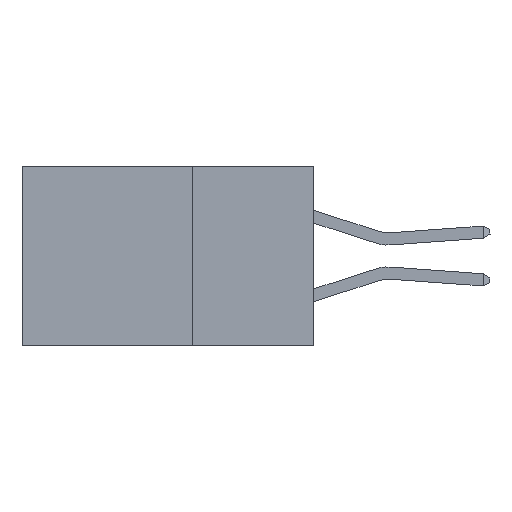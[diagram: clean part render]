
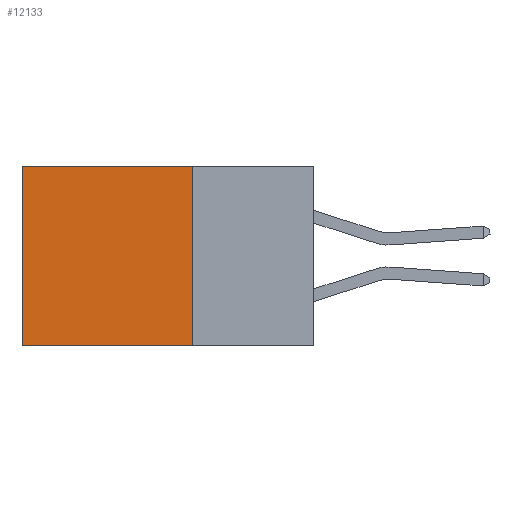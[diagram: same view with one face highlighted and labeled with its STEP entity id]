
A CAD part, left-side view. The second image highlights one B-rep face of the part: STEP entity #12133.
In plain terms, the highlighted planar face has unit normal (-1, 0, 0).
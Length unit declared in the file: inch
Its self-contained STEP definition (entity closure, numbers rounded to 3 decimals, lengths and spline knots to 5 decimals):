
#196 = PLANE ( 'NONE',  #5435 ) ;
#310 = DIRECTION ( 'NONE',  ( 0., 0., -1. ) ) ;
#2304 = CARTESIAN_POINT ( 'NONE',  ( 0.2875, 0.25, 0. ) ) ;
#2933 = CARTESIAN_POINT ( 'NONE',  ( 0.2875, 0.6, 0. ) ) ;
#3977 = EDGE_CURVE ( 'NONE', #25660, #22385, #15583, .T. ) ;
#4960 = CARTESIAN_POINT ( 'NONE',  ( 0.2875, 0.25, -0.37 ) ) ;
#4962 = LINE ( 'NONE', #21953, #12516 ) ;
#5435 = AXIS2_PLACEMENT_3D ( 'NONE', #19975, #26755, #310 ) ;
#5891 = EDGE_CURVE ( 'NONE', #20355, #27147, #16502, .T. ) ;
#6783 = VECTOR ( 'NONE', #23270, 39.37008 ) ;
#10298 = ORIENTED_EDGE ( 'NONE', *, *, #24793, .F. ) ;
#10599 = DIRECTION ( 'NONE',  ( 0., 1., 0. ) ) ;
#10610 = EDGE_LOOP ( 'NONE', ( #13682, #10298, #19126, #17827 ) ) ;
#11596 = DIRECTION ( 'NONE',  ( 0., 0., -1. ) ) ;
#12133 = ADVANCED_FACE ( 'NONE', ( #23959 ), #196, .F. ) ;
#12516 = VECTOR ( 'NONE', #10599, 39.37008 ) ;
#12633 = LINE ( 'NONE', #25312, #6783 ) ;
#13682 = ORIENTED_EDGE ( 'NONE', *, *, #5891, .T. ) ;
#15583 = LINE ( 'NONE', #16672, #19072 ) ;
#15866 = EDGE_CURVE ( 'NONE', #25660, #20355, #12633, .T. ) ;
#16502 = LINE ( 'NONE', #2933, #19413 ) ;
#16672 = CARTESIAN_POINT ( 'NONE',  ( 0.2875, 0.25, 0. ) ) ;
#17827 = ORIENTED_EDGE ( 'NONE', *, *, #15866, .T. ) ;
#19072 = VECTOR ( 'NONE', #11596, 39.37008 ) ;
#19126 = ORIENTED_EDGE ( 'NONE', *, *, #3977, .F. ) ;
#19413 = VECTOR ( 'NONE', #24858, 39.37008 ) ;
#19975 = CARTESIAN_POINT ( 'NONE',  ( 0.2875, 0.25, 0. ) ) ;
#20355 = VERTEX_POINT ( 'NONE', #22823 ) ;
#21953 = CARTESIAN_POINT ( 'NONE',  ( 0.2875, 0.25, -0.37 ) ) ;
#22385 = VERTEX_POINT ( 'NONE', #4960 ) ;
#22823 = CARTESIAN_POINT ( 'NONE',  ( 0.2875, 0.6, 0. ) ) ;
#23270 = DIRECTION ( 'NONE',  ( 0., 1., 0. ) ) ;
#23959 = FACE_OUTER_BOUND ( 'NONE', #10610, .T. ) ;
#24793 = EDGE_CURVE ( 'NONE', #22385, #27147, #4962, .T. ) ;
#24858 = DIRECTION ( 'NONE',  ( 0., 0., -1. ) ) ;
#25312 = CARTESIAN_POINT ( 'NONE',  ( 0.2875, 0.25, 0. ) ) ;
#25660 = VERTEX_POINT ( 'NONE', #2304 ) ;
#26755 = DIRECTION ( 'NONE',  ( 1., 0., 0. ) ) ;
#27147 = VERTEX_POINT ( 'NONE', #28088 ) ;
#28088 = CARTESIAN_POINT ( 'NONE',  ( 0.2875, 0.6, -0.37 ) ) ;
